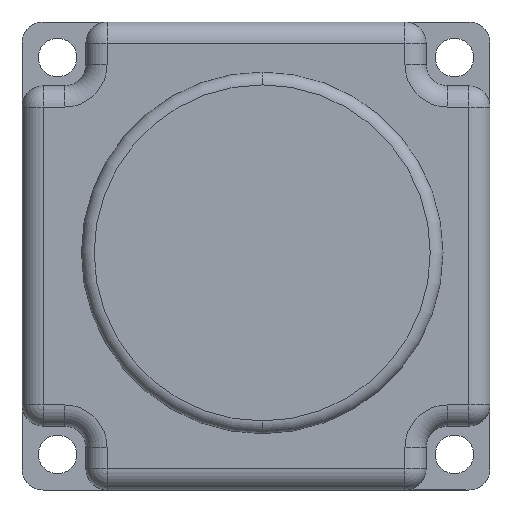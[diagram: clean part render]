
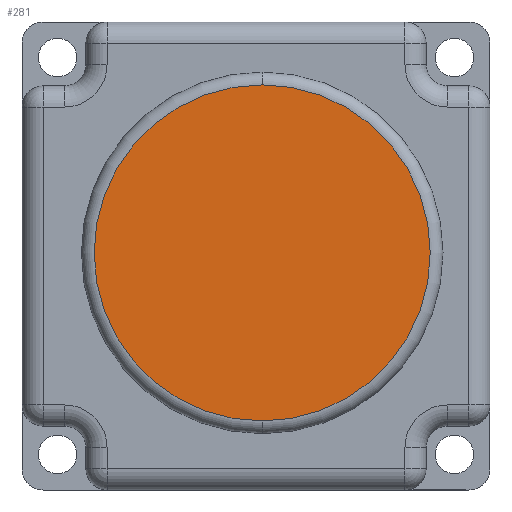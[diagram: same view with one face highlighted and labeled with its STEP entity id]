
A CAD part, front view. The second image highlights one B-rep face of the part: STEP entity #281.
In plain terms, the highlighted planar face has unit normal (0, -1, 0).
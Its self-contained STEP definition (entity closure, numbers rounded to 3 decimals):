
#12 = DIRECTION ( 'NONE',  ( 0., -1., 0. ) ) ;
#59 = DIRECTION ( 'NONE',  ( 0., 0., -1. ) ) ;
#281 = ADVANCED_FACE ( 'NONE', ( #1788 ), #2349, .T. ) ;
#300 = ORIENTED_EDGE ( 'NONE', *, *, #1160, .T. ) ;
#324 = CIRCLE ( 'NONE', #2229, 39.5 ) ;
#353 = AXIS2_PLACEMENT_3D ( 'NONE', #1204, #12, #59 ) ;
#682 = ORIENTED_EDGE ( 'NONE', *, *, #3206, .T. ) ;
#782 = EDGE_LOOP ( 'NONE', ( #682, #300 ) ) ;
#1143 = AXIS2_PLACEMENT_3D ( 'NONE', #3275, #2994, #3191 ) ;
#1160 = EDGE_CURVE ( 'NONE', #3193, #2286, #324, .T. ) ;
#1204 = CARTESIAN_POINT ( 'NONE',  ( 0., -5., 0. ) ) ;
#1332 = CARTESIAN_POINT ( 'NONE',  ( 0., -5., 39.5 ) ) ;
#1489 = CARTESIAN_POINT ( 'NONE',  ( 0., -5., 0. ) ) ;
#1503 = DIRECTION ( 'NONE',  ( 0., -1., 0. ) ) ;
#1508 = DIRECTION ( 'NONE',  ( 0., 0., -1. ) ) ;
#1766 = CARTESIAN_POINT ( 'NONE',  ( 0., -5., -39.5 ) ) ;
#1788 = FACE_OUTER_BOUND ( 'NONE', #782, .T. ) ;
#2229 = AXIS2_PLACEMENT_3D ( 'NONE', #1489, #1503, #1508 ) ;
#2286 = VERTEX_POINT ( 'NONE', #1766 ) ;
#2349 = PLANE ( 'NONE',  #353 ) ;
#2994 = DIRECTION ( 'NONE',  ( 0., -1., 0. ) ) ;
#3191 = DIRECTION ( 'NONE',  ( 0., 0., -1. ) ) ;
#3193 = VERTEX_POINT ( 'NONE', #1332 ) ;
#3206 = EDGE_CURVE ( 'NONE', #2286, #3193, #3502, .T. ) ;
#3275 = CARTESIAN_POINT ( 'NONE',  ( 0., -5., 0. ) ) ;
#3502 = CIRCLE ( 'NONE', #1143, 39.5 ) ;
